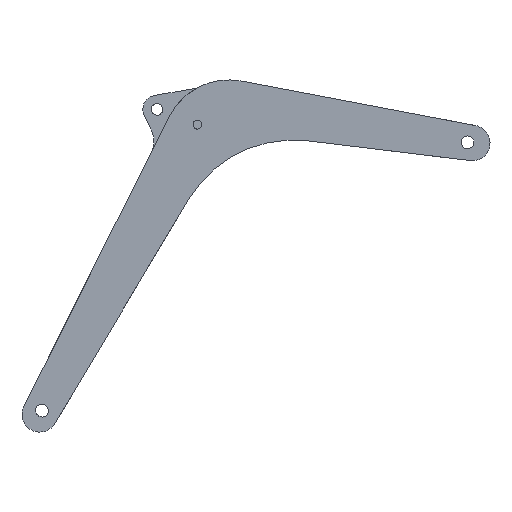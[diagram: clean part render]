
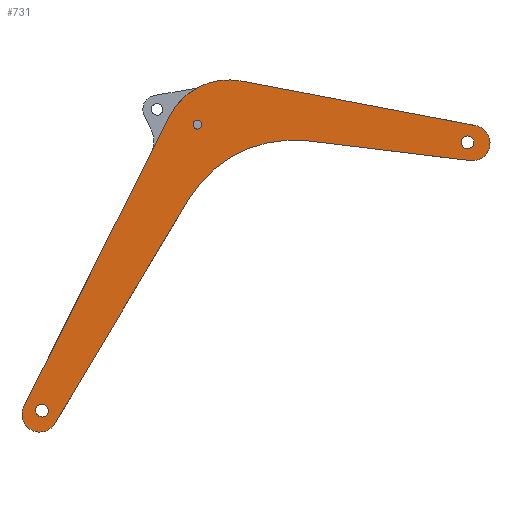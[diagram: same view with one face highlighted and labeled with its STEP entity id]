
A CAD part, left-side view. The second image highlights one B-rep face of the part: STEP entity #731.
In plain terms, the highlighted face is planar.
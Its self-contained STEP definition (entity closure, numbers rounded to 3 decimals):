
#4 = CIRCLE ( 'NONE', #1299, 80. ) ;
#7 = EDGE_LOOP ( 'NONE', ( #980, #1820, #1532, #1378, #1113, #1345, #168, #597, #1034 ) ) ;
#18 = CARTESIAN_POINT ( 'NONE',  ( 2810.925, 1769.653, -424.339 ) ) ;
#22 = CARTESIAN_POINT ( 'NONE',  ( 337.241, 39.464, -424.339 ) ) ;
#34 = CARTESIAN_POINT ( 'NONE',  ( 6623.709, 77.294, -424.339 ) ) ;
#46 = CARTESIAN_POINT ( 'NONE',  ( 6572.973, -143.721, -424.339 ) ) ;
#68 = EDGE_CURVE ( 'NONE', #1403, #694, #658, .T. ) ;
#101 = VECTOR ( 'NONE', #698, 1000. ) ;
#120 = CARTESIAN_POINT ( 'NONE',  ( 6786.445, 240.692, -424.339 ) ) ;
#135 = AXIS2_PLACEMENT_3D ( 'NONE', #736, #1322, #326 ) ;
#146 = LINE ( 'NONE', #874, #903 ) ;
#160 = CARTESIAN_POINT ( 'NONE',  ( 3689.469, 1322.826, -424.339 ) ) ;
#162 = AXIS2_PLACEMENT_3D ( 'NONE', #589, #1749, #739 ) ;
#168 = ORIENTED_EDGE ( 'NONE', *, *, #1546, .T. ) ;
#176 = VERTEX_POINT ( 'NONE', #1057 ) ;
#212 = AXIS2_PLACEMENT_3D ( 'NONE', #254, #1412, #1838 ) ;
#221 = DIRECTION ( 'NONE',  ( 0., 0., -1. ) ) ;
#240 = ORIENTED_EDGE ( 'NONE', *, *, #1336, .T. ) ;
#247 = VECTOR ( 'NONE', #551, 1000. ) ;
#254 = CARTESIAN_POINT ( 'NONE',  ( 6672.706, 52.374, -424.339 ) ) ;
#314 = AXIS2_PLACEMENT_3D ( 'NONE', #22, #480, #1464 ) ;
#317 = VERTEX_POINT ( 'NONE', #1227 ) ;
#320 = CARTESIAN_POINT ( 'NONE',  ( 337.241, 39.464, -424.339 ) ) ;
#325 = EDGE_LOOP ( 'NONE', ( #1329, #1166 ) ) ;
#326 = DIRECTION ( 'NONE',  ( -1., 0., 0. ) ) ;
#344 = AXIS2_PLACEMENT_3D ( 'NONE', #320, #1332, #882 ) ;
#346 = EDGE_CURVE ( 'NONE', #1773, #520, #655, .T. ) ;
#357 = EDGE_CURVE ( 'NONE', #439, #176, #1126, .T. ) ;
#388 = CARTESIAN_POINT ( 'NONE',  ( 3155., 2050., -424.339 ) ) ;
#401 = DIRECTION ( 'NONE',  ( 0., 0., 1. ) ) ;
#404 = CARTESIAN_POINT ( 'NONE',  ( 383.709, 77.294, -424.339 ) ) ;
#407 = ORIENTED_EDGE ( 'NONE', *, *, #1818, .T. ) ;
#439 = VERTEX_POINT ( 'NONE', #388 ) ;
#450 = CARTESIAN_POINT ( 'NONE',  ( 187.265, 200.421, -424.339 ) ) ;
#466 = AXIS2_PLACEMENT_3D ( 'NONE', #1764, #221, #1367 ) ;
#468 = CARTESIAN_POINT ( 'NONE',  ( 6623.709, 77.294, -424.339 ) ) ;
#474 = EDGE_CURVE ( 'NONE', #1144, #317, #1148, .T. ) ;
#480 = DIRECTION ( 'NONE',  ( 0., 0., 1. ) ) ;
#481 = FACE_BOUND ( 'NONE', #1753, .T. ) ;
#503 = CARTESIAN_POINT ( 'NONE',  ( 6543.709, 77.294, -424.339 ) ) ;
#517 = CIRCLE ( 'NONE', #466, 824. ) ;
#520 = VERTEX_POINT ( 'NONE', #450 ) ;
#525 = VERTEX_POINT ( 'NONE', #1748 ) ;
#530 = EDGE_CURVE ( 'NONE', #520, #961, #611, .T. ) ;
#539 = CARTESIAN_POINT ( 'NONE',  ( 3002.829, -27.236, -424.339 ) ) ;
#551 = DIRECTION ( 'NONE',  ( -0.856, 0.517, 0. ) ) ;
#575 = LINE ( 'NONE', #18, #1677 ) ;
#589 = CARTESIAN_POINT ( 'NONE',  ( 6672.706, 52.374, -424.339 ) ) ;
#597 = ORIENTED_EDGE ( 'NONE', *, *, #1737, .F. ) ;
#598 = DIRECTION ( 'NONE',  ( 0., 0., 1. ) ) ;
#601 = CIRCLE ( 'NONE', #679, 80. ) ;
#611 = CIRCLE ( 'NONE', #344, 220. ) ;
#624 = FACE_BOUND ( 'NONE', #325, .T. ) ;
#631 = DIRECTION ( 'NONE',  ( 0., 0., 1. ) ) ;
#634 = VERTEX_POINT ( 'NONE', #160 ) ;
#655 = LINE ( 'NONE', #1263, #101 ) ;
#658 = CIRCLE ( 'NONE', #162, 220. ) ;
#660 = CARTESIAN_POINT ( 'NONE',  ( 476.138, -131.146, -424.339 ) ) ;
#677 = DIRECTION ( 'NONE',  ( 0., 0., 1. ) ) ;
#679 = AXIS2_PLACEMENT_3D ( 'NONE', #468, #631, #887 ) ;
#685 = CARTESIAN_POINT ( 'NONE',  ( 3100., 2050., -424.339 ) ) ;
#694 = VERTEX_POINT ( 'NONE', #1242 ) ;
#698 = DIRECTION ( 'NONE',  ( -0.732, -0.682, 0. ) ) ;
#714 = EDGE_CURVE ( 'NONE', #1773, #317, #517, .T. ) ;
#731 = ADVANCED_FACE ( 'NONE', ( #481, #1729, #1187, #624 ), #770, .F. ) ;
#736 = CARTESIAN_POINT ( 'NONE',  ( 383.709, 77.294, -424.339 ) ) ;
#739 = DIRECTION ( 'NONE',  ( 1., 0., 0. ) ) ;
#770 = PLANE ( 'NONE',  #314 ) ;
#781 = CIRCLE ( 'NONE', #1191, 55. ) ;
#793 = EDGE_CURVE ( 'NONE', #1761, #1246, #1808, .T. ) ;
#797 = EDGE_CURVE ( 'NONE', #952, #1311, #883, .T. ) ;
#850 = DIRECTION ( 'NONE',  ( 1., 0., 0. ) ) ;
#874 = CARTESIAN_POINT ( 'NONE',  ( 476.138, -131.146, -424.339 ) ) ;
#882 = DIRECTION ( 'NONE',  ( 1., 0., 0. ) ) ;
#883 = CIRCLE ( 'NONE', #1253, 80. ) ;
#887 = DIRECTION ( 'NONE',  ( 1., 0., 0. ) ) ;
#888 = ORIENTED_EDGE ( 'NONE', *, *, #357, .T. ) ;
#901 = CIRCLE ( 'NONE', #212, 220. ) ;
#903 = VECTOR ( 'NONE', #1695, 1000. ) ;
#907 = EDGE_LOOP ( 'NONE', ( #888, #407 ) ) ;
#912 = AXIS2_PLACEMENT_3D ( 'NONE', #539, #401, #850 ) ;
#952 = VERTEX_POINT ( 'NONE', #503 ) ;
#961 = VERTEX_POINT ( 'NONE', #660 ) ;
#974 = DIRECTION ( 'NONE',  ( 0.891, -0.453, 0. ) ) ;
#977 = DIRECTION ( 'NONE',  ( 0., 0., -1. ) ) ;
#980 = ORIENTED_EDGE ( 'NONE', *, *, #346, .F. ) ;
#998 = CARTESIAN_POINT ( 'NONE',  ( 463.709, 77.294, -424.339 ) ) ;
#1034 = ORIENTED_EDGE ( 'NONE', *, *, #530, .F. ) ;
#1050 = EDGE_CURVE ( 'NONE', #1246, #1761, #4, .T. ) ;
#1057 = CARTESIAN_POINT ( 'NONE',  ( 3045., 2050., -424.339 ) ) ;
#1078 = EDGE_CURVE ( 'NONE', #694, #1144, #901, .T. ) ;
#1113 = ORIENTED_EDGE ( 'NONE', *, *, #68, .F. ) ;
#1120 = DIRECTION ( 'NONE',  ( -1., 0., 0. ) ) ;
#1126 = CIRCLE ( 'NONE', #1163, 55. ) ;
#1136 = DIRECTION ( 'NONE',  ( 0., 0., 1. ) ) ;
#1144 = VERTEX_POINT ( 'NONE', #1146 ) ;
#1146 = CARTESIAN_POINT ( 'NONE',  ( 6786.445, 240.692, -424.339 ) ) ;
#1148 = LINE ( 'NONE', #120, #247 ) ;
#1163 = AXIS2_PLACEMENT_3D ( 'NONE', #685, #1136, #1665 ) ;
#1166 = ORIENTED_EDGE ( 'NONE', *, *, #793, .F. ) ;
#1187 = FACE_OUTER_BOUND ( 'NONE', #7, .T. ) ;
#1191 = AXIS2_PLACEMENT_3D ( 'NONE', #1513, #677, #1661 ) ;
#1192 = CARTESIAN_POINT ( 'NONE',  ( 6703.709, 77.294, -424.339 ) ) ;
#1227 = CARTESIAN_POINT ( 'NONE',  ( 3341.327, 2321.441, -424.339 ) ) ;
#1242 = CARTESIAN_POINT ( 'NONE',  ( 6892.706, 52.374, -424.339 ) ) ;
#1246 = VERTEX_POINT ( 'NONE', #1441 ) ;
#1253 = AXIS2_PLACEMENT_3D ( 'NONE', #34, #598, #1597 ) ;
#1263 = CARTESIAN_POINT ( 'NONE',  ( 2808.774, 2643.087, -424.339 ) ) ;
#1299 = AXIS2_PLACEMENT_3D ( 'NONE', #404, #977, #1120 ) ;
#1300 = CARTESIAN_POINT ( 'NONE',  ( 2353.596, 2218.962, -424.339 ) ) ;
#1311 = VERTEX_POINT ( 'NONE', #1192 ) ;
#1322 = DIRECTION ( 'NONE',  ( 0., 0., -1. ) ) ;
#1329 = ORIENTED_EDGE ( 'NONE', *, *, #1050, .F. ) ;
#1332 = DIRECTION ( 'NONE',  ( 0., 0., 1. ) ) ;
#1336 = EDGE_CURVE ( 'NONE', #1311, #952, #601, .T. ) ;
#1345 = ORIENTED_EDGE ( 'NONE', *, *, #1785, .F. ) ;
#1367 = DIRECTION ( 'NONE',  ( 1., 0., 0. ) ) ;
#1378 = ORIENTED_EDGE ( 'NONE', *, *, #1078, .F. ) ;
#1403 = VERTEX_POINT ( 'NONE', #46 ) ;
#1412 = DIRECTION ( 'NONE',  ( 0., 0., 1. ) ) ;
#1441 = CARTESIAN_POINT ( 'NONE',  ( 303.709, 77.294, -424.339 ) ) ;
#1464 = DIRECTION ( 'NONE',  ( 1., 0., 0. ) ) ;
#1513 = CARTESIAN_POINT ( 'NONE',  ( 3100., 2050., -424.339 ) ) ;
#1532 = ORIENTED_EDGE ( 'NONE', *, *, #474, .F. ) ;
#1546 = EDGE_CURVE ( 'NONE', #634, #525, #1803, .T. ) ;
#1597 = DIRECTION ( 'NONE',  ( 1., 0., 0. ) ) ;
#1661 = DIRECTION ( 'NONE',  ( 1., 0., 0. ) ) ;
#1665 = DIRECTION ( 'NONE',  ( 1., 0., 0. ) ) ;
#1677 = VECTOR ( 'NONE', #974, 1000. ) ;
#1695 = DIRECTION ( 'NONE',  ( 0.775, 0.631, 0. ) ) ;
#1696 = ORIENTED_EDGE ( 'NONE', *, *, #797, .T. ) ;
#1729 = FACE_BOUND ( 'NONE', #907, .T. ) ;
#1737 = EDGE_CURVE ( 'NONE', #961, #525, #146, .T. ) ;
#1748 = CARTESIAN_POINT ( 'NONE',  ( 2046.559, 1147.367, -424.339 ) ) ;
#1749 = DIRECTION ( 'NONE',  ( 0., 0., 1. ) ) ;
#1753 = EDGE_LOOP ( 'NONE', ( #240, #1696 ) ) ;
#1761 = VERTEX_POINT ( 'NONE', #998 ) ;
#1764 = CARTESIAN_POINT ( 'NONE',  ( 2915.325, 1616.105, -424.339 ) ) ;
#1773 = VERTEX_POINT ( 'NONE', #1300 ) ;
#1785 = EDGE_CURVE ( 'NONE', #634, #1403, #575, .T. ) ;
#1803 = CIRCLE ( 'NONE', #912, 1514.643 ) ;
#1808 = CIRCLE ( 'NONE', #135, 80. ) ;
#1818 = EDGE_CURVE ( 'NONE', #176, #439, #781, .T. ) ;
#1820 = ORIENTED_EDGE ( 'NONE', *, *, #714, .T. ) ;
#1838 = DIRECTION ( 'NONE',  ( 1., 0., 0. ) ) ;
